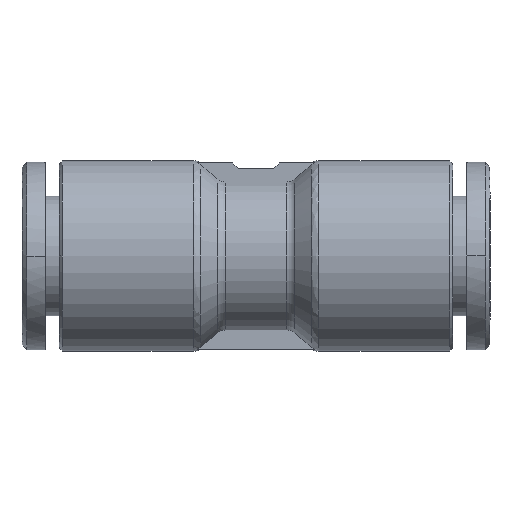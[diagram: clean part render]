
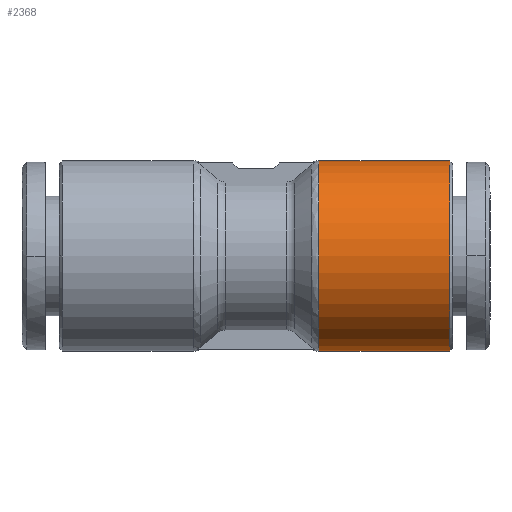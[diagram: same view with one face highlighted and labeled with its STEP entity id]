
A CAD part, front view. The second image highlights one B-rep face of the part: STEP entity #2368.
In plain terms, the highlighted cylindrical face has radius 8.15 mm (diameter 16.3 mm), a partial arc.
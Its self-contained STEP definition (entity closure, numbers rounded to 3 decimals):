
#718 = CARTESIAN_POINT ( 'NONE',  ( 28.051, 17.287, 11.398 ) ) ;
#1512 = EDGE_CURVE ( 'NONE', #3981, #18806, #3733, .T. ) ;
#2368 = ADVANCED_FACE ( 'NONE', ( #22754 ), #11909, .T. ) ;
#3733 = LINE ( 'NONE', #718, #24180 ) ;
#3768 = ORIENTED_EDGE ( 'NONE', *, *, #1512, .F. ) ;
#3981 = VERTEX_POINT ( 'NONE', #34671 ) ;
#4624 = CIRCLE ( 'NONE', #26411, 8.15 ) ;
#6456 = AXIS2_PLACEMENT_3D ( 'NONE', #13146, #24416, #8870 ) ;
#7176 = CARTESIAN_POINT ( 'NONE',  ( 34.601, 17.287, 3.248 ) ) ;
#7986 = CARTESIAN_POINT ( 'NONE',  ( 28.051, 17.287, -4.902 ) ) ;
#8157 = EDGE_CURVE ( 'NONE', #21565, #19780, #17536, .T. ) ;
#8419 = CARTESIAN_POINT ( 'NONE',  ( 23.411, 17.287, -4.902 ) ) ;
#8870 = DIRECTION ( 'NONE',  ( 0., 0., -1. ) ) ;
#9696 = DIRECTION ( 'NONE',  ( -1., 0., 0. ) ) ;
#11147 = CIRCLE ( 'NONE', #22727, 8.15 ) ;
#11909 = CYLINDRICAL_SURFACE ( 'NONE', #6456, 8.15 ) ;
#12684 = ORIENTED_EDGE ( 'NONE', *, *, #8157, .T. ) ;
#13146 = CARTESIAN_POINT ( 'NONE',  ( 28.051, 17.287, 3.248 ) ) ;
#17536 = LINE ( 'NONE', #7986, #22340 ) ;
#17742 = CARTESIAN_POINT ( 'NONE',  ( 34.601, 17.287, -4.902 ) ) ;
#18578 = EDGE_LOOP ( 'NONE', ( #3768, #32150, #12684, #34163 ) ) ;
#18703 = CARTESIAN_POINT ( 'NONE',  ( 34.601, 17.287, 11.398 ) ) ;
#18806 = VERTEX_POINT ( 'NONE', #18703 ) ;
#18992 = DIRECTION ( 'NONE',  ( 1., 0., 0. ) ) ;
#19780 = VERTEX_POINT ( 'NONE', #17742 ) ;
#20623 = DIRECTION ( 'NONE',  ( 0., 0., -1. ) ) ;
#21565 = VERTEX_POINT ( 'NONE', #8419 ) ;
#22340 = VECTOR ( 'NONE', #18992, 1000. ) ;
#22727 = AXIS2_PLACEMENT_3D ( 'NONE', #7176, #9696, #20623 ) ;
#22754 = FACE_OUTER_BOUND ( 'NONE', #18578, .T. ) ;
#23676 = DIRECTION ( 'NONE',  ( 0., 0., -1. ) ) ;
#24180 = VECTOR ( 'NONE', #25840, 1000. ) ;
#24416 = DIRECTION ( 'NONE',  ( 1., 0., 0. ) ) ;
#25541 = EDGE_CURVE ( 'NONE', #21565, #3981, #4624, .T. ) ;
#25676 = EDGE_CURVE ( 'NONE', #19780, #18806, #11147, .T. ) ;
#25840 = DIRECTION ( 'NONE',  ( 1., 0., 0. ) ) ;
#26195 = CARTESIAN_POINT ( 'NONE',  ( 23.411, 17.287, 3.248 ) ) ;
#26411 = AXIS2_PLACEMENT_3D ( 'NONE', #26195, #31756, #23676 ) ;
#31756 = DIRECTION ( 'NONE',  ( -1., 0., 0. ) ) ;
#32150 = ORIENTED_EDGE ( 'NONE', *, *, #25541, .F. ) ;
#34163 = ORIENTED_EDGE ( 'NONE', *, *, #25676, .T. ) ;
#34671 = CARTESIAN_POINT ( 'NONE',  ( 23.411, 17.287, 11.398 ) ) ;
